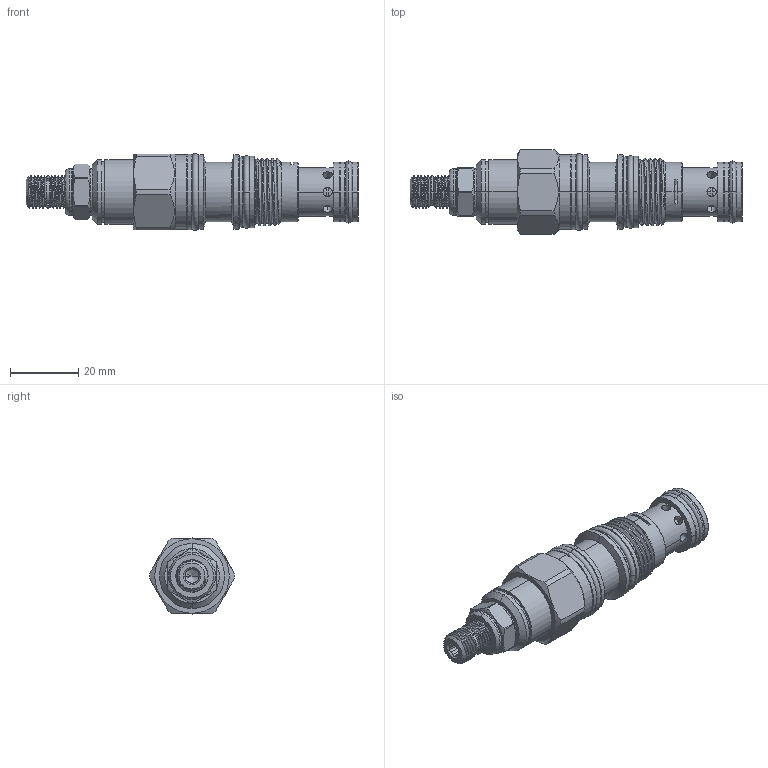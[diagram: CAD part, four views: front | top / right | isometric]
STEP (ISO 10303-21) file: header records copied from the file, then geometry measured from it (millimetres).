
FILE_DESCRIPTION (( 'STEP AP203' ), '1' );
FILE_NAME ('RV11A30-L-85.STEP', '2020-03-24T07:09:58', ( '' ), ( '' ), 'SwSTEP 2.0', 'SolidWorks 2018', '' );
FILE_SCHEMA (( 'CONFIG_CONTROL_DESIGN' ));
Products named in the file (1): RV11A30-L-85
Bounding box: 97.17 x 24.79 x 22.55 mm (x, y, z)
Volume: 23677.1 mm3; surface area: 9680.6 mm2
Topology: 6 solids, 6 shells, 736 faces, 2068 edges, 1308 vertices
Faces by surface type: cylinder 574, plane 63, cone 54, torus 34, bspline 7, sphere 4
Entity records: 55771 total; most frequent: CARTESIAN_POINT 37752, ORIENTED_EDGE 4132, DIRECTION 2906, EDGE_CURVE 2066, VERTEX_POINT 1308, EDGE_LOOP 1138, AXIS2_PLACEMENT_3D 1135, B_SPLINE_CURVE_WITH_KNOTS 963
